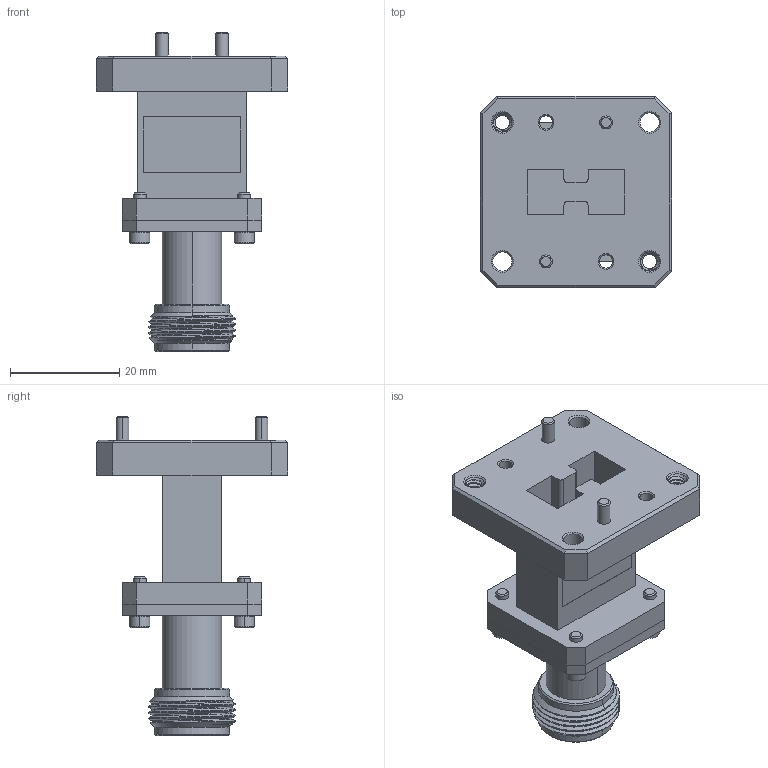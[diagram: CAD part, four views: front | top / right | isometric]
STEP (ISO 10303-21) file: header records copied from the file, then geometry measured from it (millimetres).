
FILE_DESCRIPTION (( 'STEP AP203' ), '1' );
FILE_NAME ('FMWCA1118.step', '2020-10-30T19:56:18', ( '' ), ( '' ), 'SwSTEP 2.0', 'SolidWorks 2018', '' );
FILE_SCHEMA (( 'CONFIG_CONTROL_DESIGN' ));
Length unit declared in the file: inch
Products named in the file (1): FMWCA1118
Bounding box: 35 x 35 x 58.3 mm (x, y, z)
Volume: 14054.7 mm3; surface area: 9676.9 mm2
Topology: 1 solids, 1 shells, 329 faces, 773 edges, 473 vertices
Faces by surface type: plane 117, cylinder 98, cone 91, bspline 23
Entity records: 16522 total; most frequent: CARTESIAN_POINT 9304, ORIENTED_EDGE 1546, DIRECTION 1386, EDGE_CURVE 773, AXIS2_PLACEMENT_3D 514, VERTEX_POINT 473, EDGE_LOOP 368, VECTOR 358
